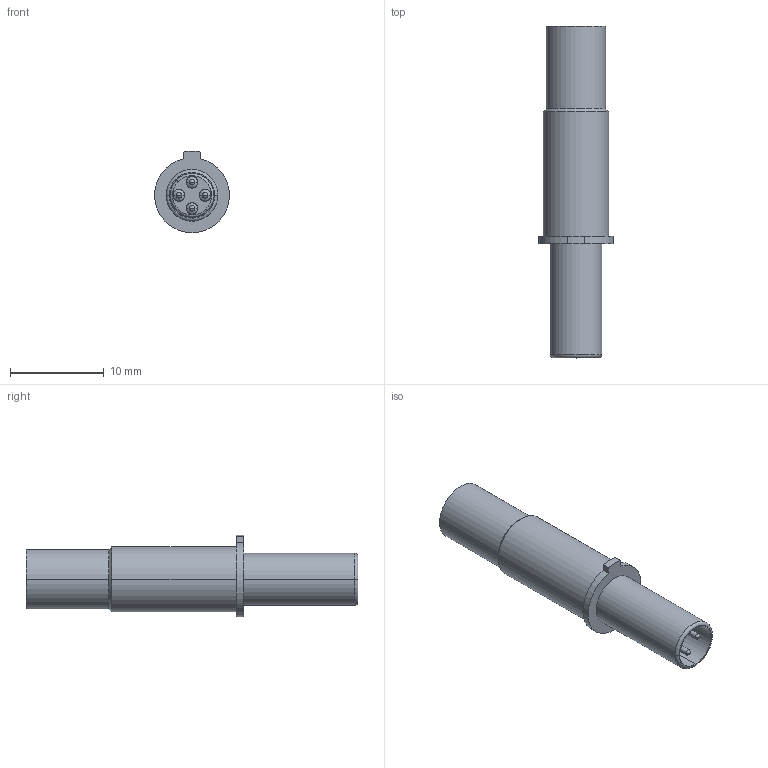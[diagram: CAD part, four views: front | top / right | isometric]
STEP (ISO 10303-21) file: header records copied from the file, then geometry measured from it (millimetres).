
FILE_DESCRIPTION((''),'2;1');
FILE_NAME('00171471102','2020-09-17T',('presta_be4'),(''),'CREO PARAMETRIC BY PTC INC, 2018360','CREO PARAMETRIC BY PTC INC, 2018360','');
FILE_SCHEMA(('CONFIG_CONTROL_DESIGN'));
Length unit declared in the file: millimetre
Products named in the file (1): 00171471102
Bounding box: 7.97 x 35.35 x 8.68 mm (x, y, z)
Volume: 669.7 mm3; surface area: 2456.8 mm2
Topology: 1 solids, 1 shells, 232 faces, 540 edges, 328 vertices
Faces by surface type: cylinder 109, plane 67, cone 30, torus 18, bspline 8
Entity records: 7364 total; most frequent: CARTESIAN_POINT 1960, DIRECTION 1196, ORIENTED_EDGE 1064, EDGE_CURVE 532, AXIS2_PLACEMENT_3D 482, VERTEX_POINT 328, EDGE_LOOP 268, CIRCLE 258
